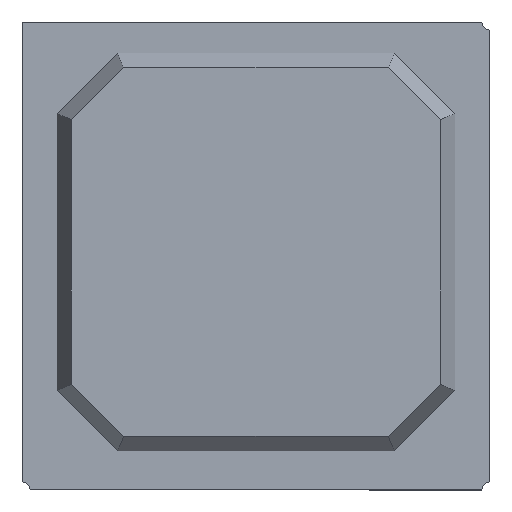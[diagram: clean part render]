
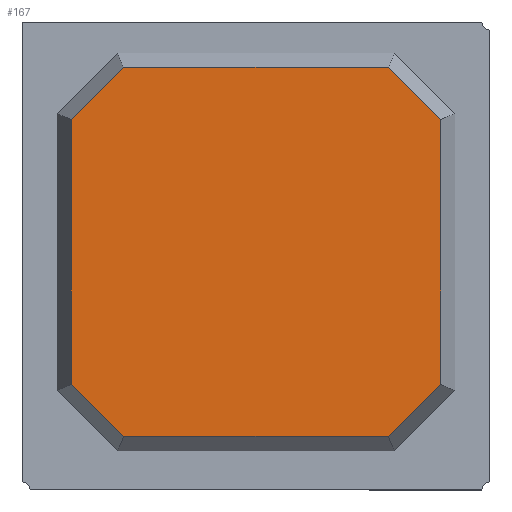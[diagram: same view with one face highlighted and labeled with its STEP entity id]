
A CAD part, top view. The second image highlights one B-rep face of the part: STEP entity #167.
In plain terms, the highlighted planar face has unit normal (0, 0, 1).
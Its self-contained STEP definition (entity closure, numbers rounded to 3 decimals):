
#70=CARTESIAN_POINT('',(9.15,6.76,2.48));
#71=VERTEX_POINT('',#70);
#88=CARTESIAN_POINT('',(6.56,9.35,2.48));
#89=VERTEX_POINT('',#88);
#96=CARTESIAN_POINT('',(6.56,9.35,2.48));
#97=DIRECTION('',(0.707,-0.707,0.0));
#98=VECTOR('',#97,3.663);
#99=LINE('',#96,#98);
#100=EDGE_CURVE('',#89,#71,#99,.T.);
#105=CARTESIAN_POINT('',(0.,0.2,2.48));
#106=DIRECTION('',(0.0,0.0,1.0));
#107=DIRECTION('',(1.0,0.0,0.0));
#108=AXIS2_PLACEMENT_3D('',#105,#106,#107);
#109=PLANE('',#108);
#110=ORIENTED_EDGE('',*,*,#100,.F.);
#111=CARTESIAN_POINT('',(-6.56,9.35,2.48));
#112=VERTEX_POINT('',#111);
#113=CARTESIAN_POINT('',(-6.56,9.35,2.48));
#114=DIRECTION('',(1.0,0.0,0.0));
#115=VECTOR('',#114,13.12);
#116=LINE('',#113,#115);
#117=EDGE_CURVE('',#112,#89,#116,.T.);
#118=ORIENTED_EDGE('',*,*,#117,.F.);
#119=CARTESIAN_POINT('',(-9.15,6.76,2.48));
#120=VERTEX_POINT('',#119);
#121=CARTESIAN_POINT('',(-9.15,6.76,2.48));
#122=DIRECTION('',(0.707,0.707,0.0));
#123=VECTOR('',#122,3.663);
#124=LINE('',#121,#123);
#125=EDGE_CURVE('',#120,#112,#124,.T.);
#126=ORIENTED_EDGE('',*,*,#125,.F.);
#127=CARTESIAN_POINT('',(-9.15,-6.36,2.48));
#128=VERTEX_POINT('',#127);
#129=CARTESIAN_POINT('',(-9.15,-6.36,2.48));
#130=DIRECTION('',(0.0,1.0,0.0));
#131=VECTOR('',#130,13.12);
#132=LINE('',#129,#131);
#133=EDGE_CURVE('',#128,#120,#132,.T.);
#134=ORIENTED_EDGE('',*,*,#133,.F.);
#135=CARTESIAN_POINT('',(-6.56,-8.95,2.48));
#136=VERTEX_POINT('',#135);
#137=CARTESIAN_POINT('',(-6.56,-8.95,2.48));
#138=DIRECTION('',(-0.707,0.707,0.0));
#139=VECTOR('',#138,3.663);
#140=LINE('',#137,#139);
#141=EDGE_CURVE('',#136,#128,#140,.T.);
#142=ORIENTED_EDGE('',*,*,#141,.F.);
#143=CARTESIAN_POINT('',(6.56,-8.95,2.48));
#144=VERTEX_POINT('',#143);
#145=CARTESIAN_POINT('',(6.56,-8.95,2.48));
#146=DIRECTION('',(-1.0,0.0,0.0));
#147=VECTOR('',#146,13.12);
#148=LINE('',#145,#147);
#149=EDGE_CURVE('',#144,#136,#148,.T.);
#150=ORIENTED_EDGE('',*,*,#149,.F.);
#151=CARTESIAN_POINT('',(9.15,-6.36,2.48));
#152=VERTEX_POINT('',#151);
#153=CARTESIAN_POINT('',(9.15,-6.36,2.48));
#154=DIRECTION('',(-0.707,-0.707,0.0));
#155=VECTOR('',#154,3.663);
#156=LINE('',#153,#155);
#157=EDGE_CURVE('',#152,#144,#156,.T.);
#158=ORIENTED_EDGE('',*,*,#157,.F.);
#159=CARTESIAN_POINT('',(9.15,6.76,2.48));
#160=DIRECTION('',(0.0,-1.0,0.0));
#161=VECTOR('',#160,13.12);
#162=LINE('',#159,#161);
#163=EDGE_CURVE('',#71,#152,#162,.T.);
#164=ORIENTED_EDGE('',*,*,#163,.F.);
#165=EDGE_LOOP('',(#110,#118,#126,#134,#142,#150,#158,#164));
#166=FACE_OUTER_BOUND('',#165,.T.);
#167=ADVANCED_FACE('',(#166),#109,.T.);
